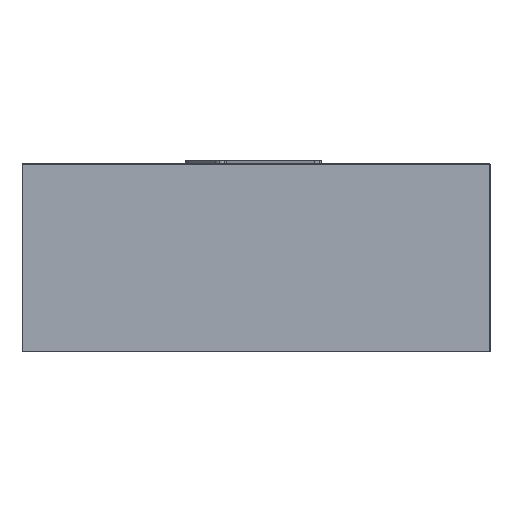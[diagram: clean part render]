
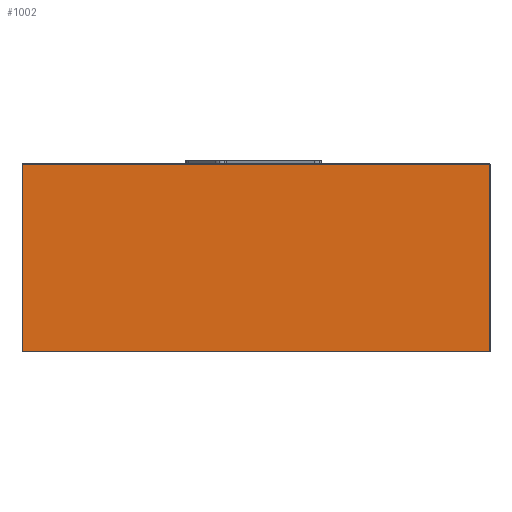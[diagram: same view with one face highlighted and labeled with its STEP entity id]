
A CAD part, left-side view. The second image highlights one B-rep face of the part: STEP entity #1002.
In plain terms, the highlighted planar face has unit normal (-1, 0, 0).
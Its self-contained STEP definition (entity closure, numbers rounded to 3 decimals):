
#1002=ADVANCED_FACE('',(#1876),#1878,.T.);
#1876=FACE_BOUND('',#1877,.T.);
#1877=EDGE_LOOP('',(#2791,#2792,#2793,#2794));
#1878=PLANE('',#1879);
#1879=AXIS2_PLACEMENT_3D('',#1880,#1881,#1882);
#1880=CARTESIAN_POINT('',(0.,0.,0.));
#1881=DIRECTION('',(-1.,0.,0.));
#1882=DIRECTION('',(0.,-1.,0.));
#2791=ORIENTED_EDGE('',*,*,#3203,.T.);
#2792=ORIENTED_EDGE('',*,*,#3204,.T.);
#2793=ORIENTED_EDGE('',*,*,#3156,.F.);
#2794=ORIENTED_EDGE('',*,*,#3202,.F.);
#3156=EDGE_CURVE('',#3689,#3691,#3692,.T.);
#3202=EDGE_CURVE('',#3770,#3689,#3772,.T.);
#3203=EDGE_CURVE('',#3770,#3773,#3774,.T.);
#3204=EDGE_CURVE('',#3773,#3691,#3775,.T.);
#3689=VERTEX_POINT('',#4815);
#3691=VERTEX_POINT('',#4819);
#3692=LINE('',#4820,#4821);
#3770=VERTEX_POINT('',#4988);
#3772=LINE('',#4992,#4993);
#3773=VERTEX_POINT('',#4995);
#3774=LINE('',#4996,#4997);
#3775=LINE('',#4999,#5000);
#4815=CARTESIAN_POINT('',(0.,0.,0.5));
#4819=CARTESIAN_POINT('',(0.,-1.25,0.5));
#4820=CARTESIAN_POINT('',(0.,0.,0.5));
#4821=VECTOR('',#4822,1.);
#4822=DIRECTION('',(0.,-1.,0.));
#4988=CARTESIAN_POINT('',(0.,0.,0.));
#4992=CARTESIAN_POINT('',(0.,0.,0.));
#4993=VECTOR('',#4994,1.);
#4994=DIRECTION('',(0.,0.,1.));
#4995=CARTESIAN_POINT('',(0.,-1.25,0.));
#4996=CARTESIAN_POINT('',(0.,0.,0.));
#4997=VECTOR('',#4998,1.);
#4998=DIRECTION('',(0.,-1.,0.));
#4999=CARTESIAN_POINT('',(0.,-1.25,0.));
#5000=VECTOR('',#5001,1.);
#5001=DIRECTION('',(0.,0.,1.));
